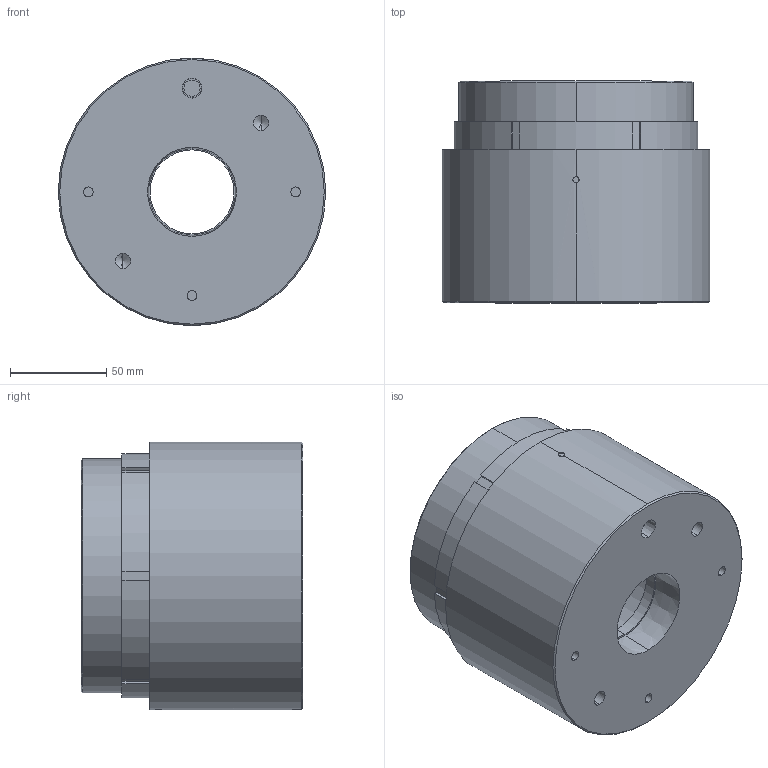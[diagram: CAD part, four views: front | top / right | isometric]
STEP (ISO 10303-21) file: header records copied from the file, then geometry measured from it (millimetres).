
FILE_DESCRIPTION (( 'STEP AP214' ), '1' );
FILE_NAME ('CTSC-003024.STEP', '2025-04-22T16:31:43', ( '' ), ( '' ), 'SwSTEP 2.0', 'SolidWorks 2023', '' );
FILE_SCHEMA (( 'AUTOMOTIVE_DESIGN' ));
Length unit declared in the file: inch
Products named in the file (1): CTSC-003024
Bounding box: 139.19 x 115.37 x 139.34 mm (x, y, z)
Volume: 1230521 mm3; surface area: 117311.5 mm2
Topology: 2 solids, 2 shells, 129 faces, 312 edges, 198 vertices
Faces by surface type: cylinder 56, plane 49, cone 24
Entity records: 5163 total; most frequent: CARTESIAN_POINT 817, DIRECTION 668, ORIENTED_EDGE 608, EDGE_CURVE 304, AXIS2_PLACEMENT_3D 252, VERTEX_POINT 198, LINE 164, VECTOR 164
